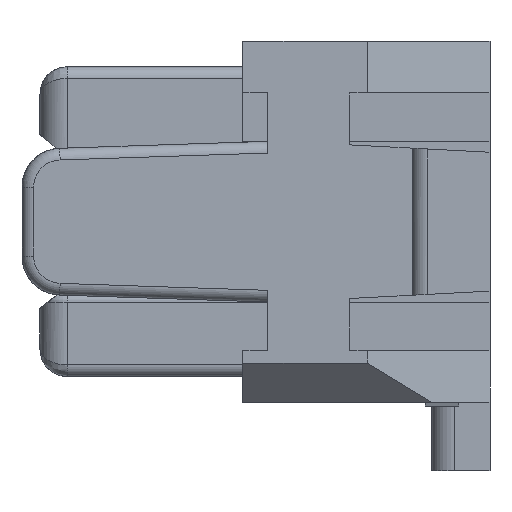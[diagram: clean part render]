
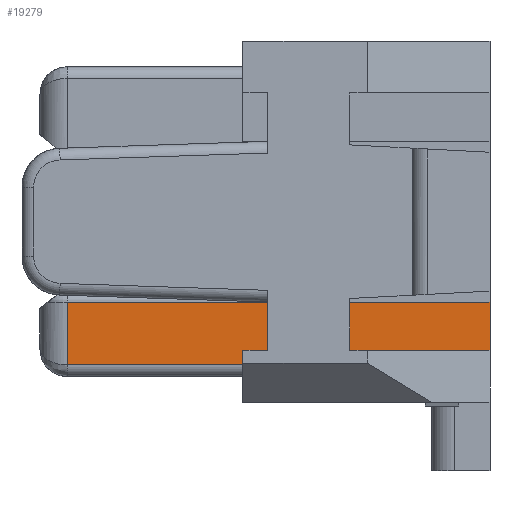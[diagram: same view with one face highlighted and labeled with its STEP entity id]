
A CAD part, front view. The second image highlights one B-rep face of the part: STEP entity #19279.
In plain terms, the highlighted planar face has unit normal (0, -1, 0).
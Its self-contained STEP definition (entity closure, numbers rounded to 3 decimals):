
#567 = VECTOR ( 'NONE', #22507, 1000. ) ;
#694 = DIRECTION ( 'NONE',  ( 0., 1., 0. ) ) ;
#992 = EDGE_CURVE ( 'NONE', #16908, #23919, #17776, .T. ) ;
#2367 = FACE_OUTER_BOUND ( 'NONE', #30316, .T. ) ;
#4071 = CARTESIAN_POINT ( 'NONE',  ( 2.6, -6.15, -1.03 ) ) ;
#4602 = CARTESIAN_POINT ( 'NONE',  ( 0.35, -6.15, -1.835 ) ) ;
#4703 = VECTOR ( 'NONE', #32904, 1000. ) ;
#4965 = AXIS2_PLACEMENT_3D ( 'NONE', #16168, #694, #27201 ) ;
#5702 = LINE ( 'NONE', #4071, #31288 ) ;
#6787 = CARTESIAN_POINT ( 'NONE',  ( 2.6, -6.15, -1.835 ) ) ;
#7059 = VECTOR ( 'NONE', #20233, 1000. ) ;
#7471 = CARTESIAN_POINT ( 'NONE',  ( 2.6, -6.15, -1.65 ) ) ;
#8595 = DIRECTION ( 'NONE',  ( 1., 0., 0. ) ) ;
#9954 = CARTESIAN_POINT ( 'NONE',  ( 5.77, -6.15, -1.03 ) ) ;
#10429 = LINE ( 'NONE', #33531, #36237 ) ;
#10471 = DIRECTION ( 'NONE',  ( 1., 0., 0. ) ) ;
#12145 = EDGE_CURVE ( 'NONE', #12564, #16908, #37671, .T. ) ;
#12197 = PLANE ( 'NONE',  #4965 ) ;
#12564 = VERTEX_POINT ( 'NONE', #4602 ) ;
#14490 = EDGE_CURVE ( 'NONE', #17278, #26913, #10429, .T. ) ;
#15079 = EDGE_CURVE ( 'NONE', #26623, #12564, #27690, .T. ) ;
#15555 = VERTEX_POINT ( 'NONE', #19879 ) ;
#16168 = CARTESIAN_POINT ( 'NONE',  ( 0., -6.15, 0. ) ) ;
#16581 = CARTESIAN_POINT ( 'NONE',  ( 2.6, -6.15, -1.835 ) ) ;
#16908 = VERTEX_POINT ( 'NONE', #6787 ) ;
#17090 = EDGE_CURVE ( 'NONE', #23919, #26913, #17716, .T. ) ;
#17278 = VERTEX_POINT ( 'NONE', #9954 ) ;
#17684 = ORIENTED_EDGE ( 'NONE', *, *, #15079, .T. ) ;
#17716 = LINE ( 'NONE', #29595, #31068 ) ;
#17776 = LINE ( 'NONE', #16581, #4703 ) ;
#17993 = CARTESIAN_POINT ( 'NONE',  ( 5.77, -6.15, -1.65 ) ) ;
#19279 = ADVANCED_FACE ( 'NONE', ( #2367 ), #12197, .F. ) ;
#19509 = CARTESIAN_POINT ( 'NONE',  ( 0.35, -6.15, -1.03 ) ) ;
#19879 = CARTESIAN_POINT ( 'NONE',  ( 2.6, -6.15, -1.03 ) ) ;
#20233 = DIRECTION ( 'NONE',  ( 1., 0., 0. ) ) ;
#20242 = LINE ( 'NONE', #32161, #7059 ) ;
#22507 = DIRECTION ( 'NONE',  ( 0., 0., -1. ) ) ;
#23919 = VERTEX_POINT ( 'NONE', #7471 ) ;
#24454 = ORIENTED_EDGE ( 'NONE', *, *, #14490, .F. ) ;
#24693 = CARTESIAN_POINT ( 'NONE',  ( 0.35, -6.15, -1.835 ) ) ;
#25087 = DIRECTION ( 'NONE',  ( 0., 0., -1. ) ) ;
#25413 = VECTOR ( 'NONE', #8595, 1000. ) ;
#26623 = VERTEX_POINT ( 'NONE', #19509 ) ;
#26680 = ORIENTED_EDGE ( 'NONE', *, *, #38410, .F. ) ;
#26913 = VERTEX_POINT ( 'NONE', #17993 ) ;
#27201 = DIRECTION ( 'NONE',  ( 1., 0., 0. ) ) ;
#27690 = LINE ( 'NONE', #34254, #567 ) ;
#28975 = ORIENTED_EDGE ( 'NONE', *, *, #17090, .T. ) ;
#29027 = EDGE_CURVE ( 'NONE', #26623, #15555, #20242, .T. ) ;
#29595 = CARTESIAN_POINT ( 'NONE',  ( 2.6, -6.15, -1.65 ) ) ;
#30316 = EDGE_LOOP ( 'NONE', ( #17684, #31957, #30838, #28975, #24454, #26680, #34553 ) ) ;
#30838 = ORIENTED_EDGE ( 'NONE', *, *, #992, .T. ) ;
#31068 = VECTOR ( 'NONE', #32635, 1000. ) ;
#31288 = VECTOR ( 'NONE', #10471, 1000. ) ;
#31957 = ORIENTED_EDGE ( 'NONE', *, *, #12145, .T. ) ;
#32161 = CARTESIAN_POINT ( 'NONE',  ( 0.35, -6.15, -1.03 ) ) ;
#32635 = DIRECTION ( 'NONE',  ( 1., 0., 0. ) ) ;
#32904 = DIRECTION ( 'NONE',  ( 0., 0., 1. ) ) ;
#33531 = CARTESIAN_POINT ( 'NONE',  ( 5.77, -6.15, -1.03 ) ) ;
#34254 = CARTESIAN_POINT ( 'NONE',  ( 0.35, -6.15, -1.03 ) ) ;
#34553 = ORIENTED_EDGE ( 'NONE', *, *, #29027, .F. ) ;
#36237 = VECTOR ( 'NONE', #25087, 1000. ) ;
#37671 = LINE ( 'NONE', #24693, #25413 ) ;
#38410 = EDGE_CURVE ( 'NONE', #15555, #17278, #5702, .T. ) ;
